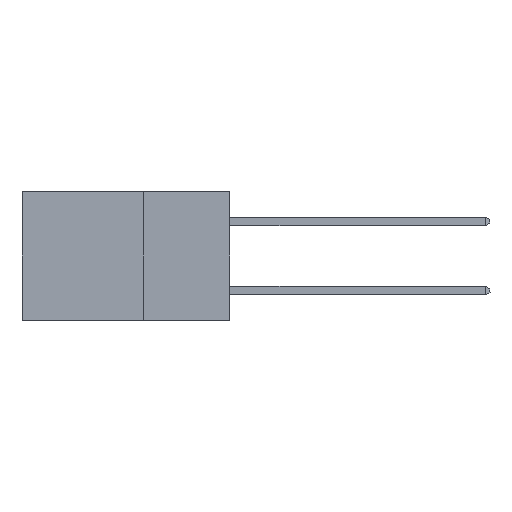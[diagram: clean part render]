
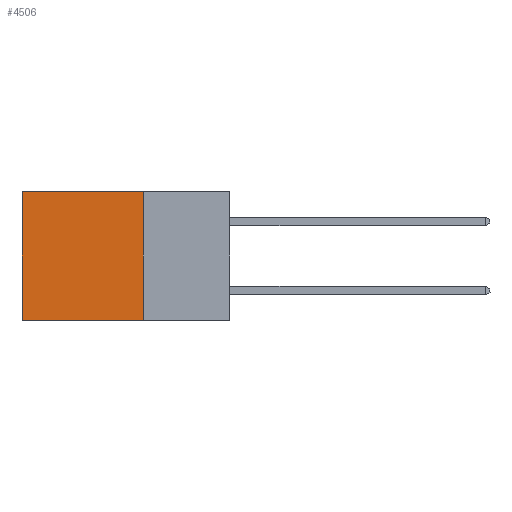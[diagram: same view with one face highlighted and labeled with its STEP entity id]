
A CAD part, left-side view. The second image highlights one B-rep face of the part: STEP entity #4506.
In plain terms, the highlighted planar face has unit normal (-1, 0, 0).
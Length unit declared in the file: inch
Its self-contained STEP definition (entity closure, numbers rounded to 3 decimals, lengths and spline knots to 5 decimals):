
#260 = LINE ( 'NONE', #7144, #17967 ) ;
#345 = LINE ( 'NONE', #9805, #19503 ) ;
#1186 = DIRECTION ( 'NONE',  ( 0., 0., -1. ) ) ;
#2621 = AXIS2_PLACEMENT_3D ( 'NONE', #18200, #15166, #10521 ) ;
#2807 = LINE ( 'NONE', #19952, #4515 ) ;
#4385 = PLANE ( 'NONE',  #2621 ) ;
#4506 = ADVANCED_FACE ( 'NONE', ( #12318 ), #4385, .F. ) ;
#4515 = VECTOR ( 'NONE', #1186, 39.37008 ) ;
#5831 = EDGE_CURVE ( 'NONE', #7014, #18177, #260, .T. ) ;
#6119 = ORIENTED_EDGE ( 'NONE', *, *, #5831, .T. ) ;
#7014 = VERTEX_POINT ( 'NONE', #19716 ) ;
#7144 = CARTESIAN_POINT ( 'NONE',  ( 0.298, 0.25, 0. ) ) ;
#8716 = DIRECTION ( 'NONE',  ( 0., 1., 0. ) ) ;
#9086 = ORIENTED_EDGE ( 'NONE', *, *, #19002, .F. ) ;
#9130 = VERTEX_POINT ( 'NONE', #10112 ) ;
#9524 = VERTEX_POINT ( 'NONE', #14107 ) ;
#9540 = CARTESIAN_POINT ( 'NONE',  ( 0.298, 0.6, 0. ) ) ;
#9805 = CARTESIAN_POINT ( 'NONE',  ( 0.298, 0.6, 0. ) ) ;
#10112 = CARTESIAN_POINT ( 'NONE',  ( 0.298, 0.6, -0.37 ) ) ;
#10521 = DIRECTION ( 'NONE',  ( 0., 0., -1. ) ) ;
#11407 = ORIENTED_EDGE ( 'NONE', *, *, #17796, .T. ) ;
#12318 = FACE_OUTER_BOUND ( 'NONE', #16363, .T. ) ;
#12334 = DIRECTION ( 'NONE',  ( 0., 1., 0. ) ) ;
#13846 = EDGE_CURVE ( 'NONE', #7014, #9524, #2807, .T. ) ;
#14107 = CARTESIAN_POINT ( 'NONE',  ( 0.298, 0.25, -0.37 ) ) ;
#15166 = DIRECTION ( 'NONE',  ( 1., 0., 0. ) ) ;
#15475 = CARTESIAN_POINT ( 'NONE',  ( 0.298, 0.25, -0.37 ) ) ;
#16363 = EDGE_LOOP ( 'NONE', ( #11407, #9086, #17251, #6119 ) ) ;
#17021 = VECTOR ( 'NONE', #12334, 39.37008 ) ;
#17251 = ORIENTED_EDGE ( 'NONE', *, *, #13846, .F. ) ;
#17796 = EDGE_CURVE ( 'NONE', #18177, #9130, #345, .T. ) ;
#17967 = VECTOR ( 'NONE', #8716, 39.37008 ) ;
#18177 = VERTEX_POINT ( 'NONE', #9540 ) ;
#18200 = CARTESIAN_POINT ( 'NONE',  ( 0.298, 0.25, 0. ) ) ;
#18976 = LINE ( 'NONE', #15475, #17021 ) ;
#19002 = EDGE_CURVE ( 'NONE', #9524, #9130, #18976, .T. ) ;
#19179 = DIRECTION ( 'NONE',  ( 0., 0., -1. ) ) ;
#19503 = VECTOR ( 'NONE', #19179, 39.37008 ) ;
#19716 = CARTESIAN_POINT ( 'NONE',  ( 0.298, 0.25, 0. ) ) ;
#19952 = CARTESIAN_POINT ( 'NONE',  ( 0.298, 0.25, 0. ) ) ;
